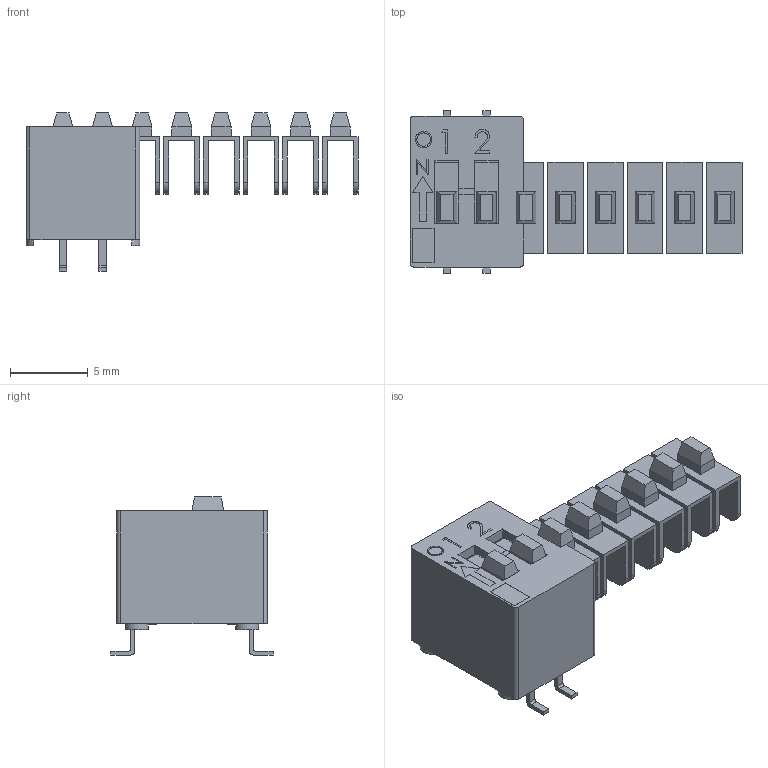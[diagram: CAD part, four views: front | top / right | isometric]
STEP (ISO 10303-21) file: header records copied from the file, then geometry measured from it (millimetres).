
FILE_DESCRIPTION(/* description */ ('Unknown'),/* implementation_level */ '2;1');
FILE_NAME(/* name */ '204-8_2 position',/* time_stamp */ '2017-02-20T09:47:10-05:00',/* author */ ('Unknown'),/* organization */ ('Unknown'),/* preprocessor_version */ 'ST-DEVELOPER v16.7',/* originating_system */ 'DEX',/* authorisation */ $);
FILE_SCHEMA (('AUTOMOTIVE_DESIGN {1 0 10303 214 3 1 1}'));
Length unit declared in the file: millimetre
Products named in the file (4): 204-8; 206-56-014-35-01; 204-40-038(for 204008); 204-93&94-8pole
Assembly tree (10 placements, depth 2):
  204-8
    206-56-014-35-01  x8
    204-40-038(for 204008)
    204-93&94-8pole
Bounding box: 21.29 x 10.41 x 10.14 mm (x, y, z)
Volume: 458.6 mm3; surface area: 1759.4 mm2
Topology: 10 solids, 10 shells, 341 faces, 861 edges, 562 vertices
Faces by surface type: plane 279, cylinder 48, bspline 14
Entity records: 7714 total; most frequent: CARTESIAN_POINT 2094, ORIENTED_EDGE 938, DIRECTION 839, EDGE_CURVE 469, LINE 397, VECTOR 397, VERTEX_POINT 310, AXIS2_PLACEMENT_3D 221
